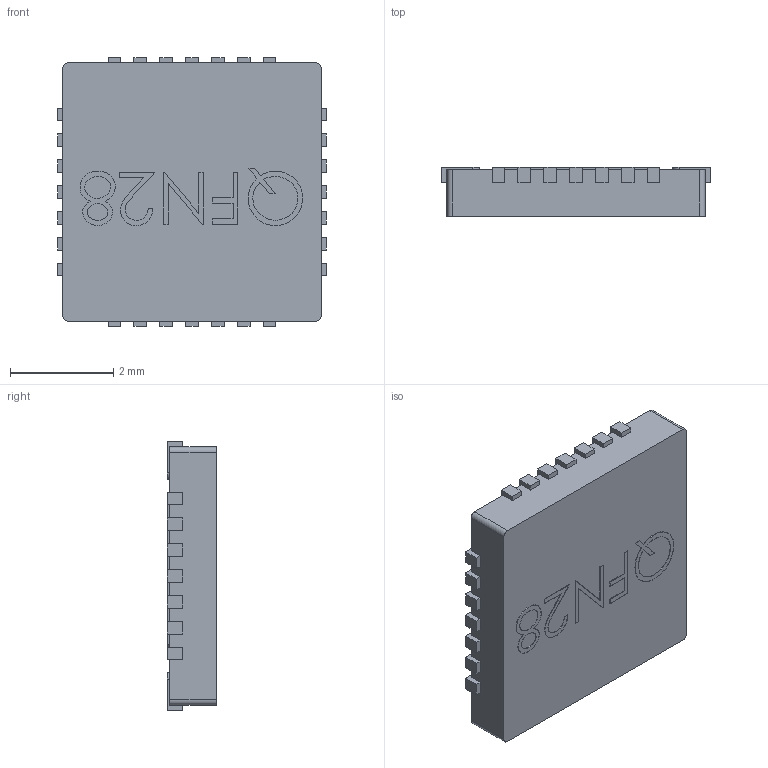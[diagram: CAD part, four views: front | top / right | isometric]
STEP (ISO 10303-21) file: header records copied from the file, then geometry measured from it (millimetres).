
FILE_DESCRIPTION (( 'STEP AP214' ), '1' );
FILE_NAME ('QFN28.STEP', '2022-10-15T18:31:20', ( '' ), ( '' ), 'SwSTEP 2.0', 'SolidWorks 2021', '' );
FILE_SCHEMA (( 'AUTOMOTIVE_DESIGN' ));
Length unit declared in the file: millimetre
Products named in the file (1): QFN28
Bounding box: 5.2 x 0.96 x 5.2 mm (x, y, z)
Volume: 23.4 mm3; surface area: 74.1 mm2
Topology: 1 solids, 1 shells, 264 faces, 759 edges, 506 vertices
Faces by surface type: plane 192, cylinder 39, bspline 33
Entity records: 13258 total; most frequent: CARTESIAN_POINT 3683, ORIENTED_EDGE 1518, DIRECTION 1235, EDGE_CURVE 759, LINE 615, VECTOR 615, VERTEX_POINT 506, AXIS2_PLACEMENT_3D 310
